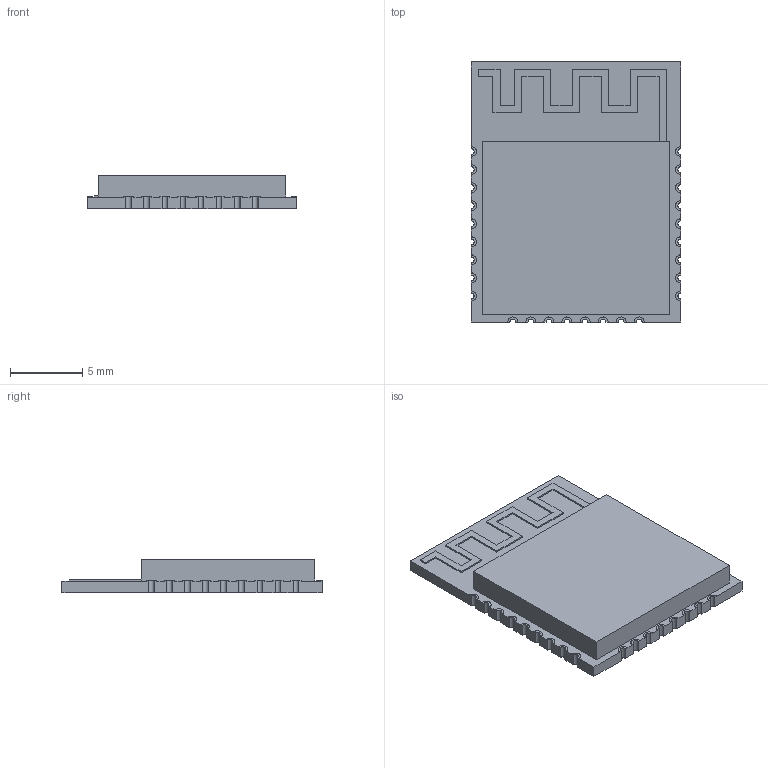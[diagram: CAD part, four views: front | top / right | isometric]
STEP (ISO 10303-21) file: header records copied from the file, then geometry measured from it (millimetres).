
FILE_DESCRIPTION( ( 'Unknown' ), '1' );
FILE_NAME( 'MODULE_DX-BT16.step', 'Unknown', ( 'Unknown' ), ( 'Unknown' ), 'PSStep 15.0.49', 'Unknown', ' ' );
FILE_SCHEMA( ( 'AUTOMOTIVE_DESIGN { 1 0 10303 214 1 1 1 1 }' ) );
Length unit declared in the file: millimetre
Products named in the file (1): 1
Bounding box: 14.5 x 18 x 2.3 mm (x, y, z)
Volume: 443.3 mm3; surface area: 659.6 mm2
Topology: 1 solids, 1 shells, 145 faces, 426 edges, 284 vertices
Faces by surface type: plane 93, cylinder 52
Entity records: 6000 total; most frequent: CARTESIAN_POINT 856, ORIENTED_EDGE 852, DIRECTION 822, EDGE_CURVE 426, LINE 322, VECTOR 322, VERTEX_POINT 284, AXIS2_PLACEMENT_3D 250
